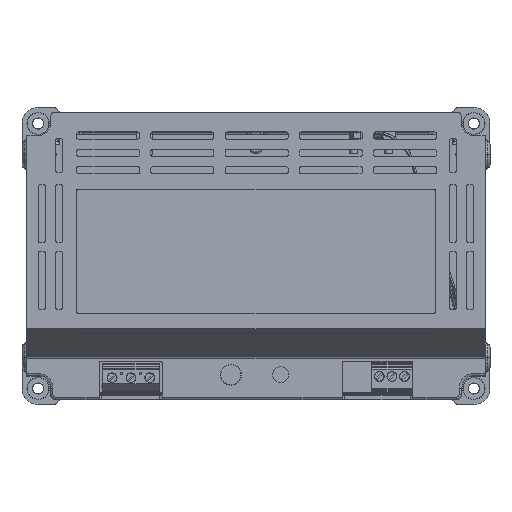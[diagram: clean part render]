
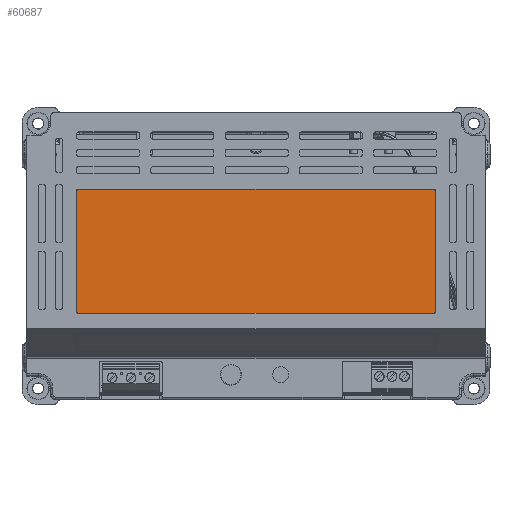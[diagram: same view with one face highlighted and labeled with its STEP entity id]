
A CAD part, top view. The second image highlights one B-rep face of the part: STEP entity #60687.
In plain terms, the highlighted face is planar.
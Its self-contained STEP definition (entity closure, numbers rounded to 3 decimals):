
#1524=PLANE('',#67156);
#6702=FACE_OUTER_BOUND('',#10451,.T.);
#10451=EDGE_LOOP('',(#53941,#53942,#53943,#53944,#53945,#53946,#53947,#53948));
#13642=CIRCLE('',#67142,1.);
#13644=CIRCLE('',#67146,1.);
#13646=CIRCLE('',#67150,1.);
#13648=CIRCLE('',#67154,1.);
#17937=LINE('',#159353,#22752);
#17941=LINE('',#159365,#22756);
#17945=LINE('',#159377,#22760);
#17948=LINE('',#159386,#22763);
#22752=VECTOR('',#83223,1000.);
#22756=VECTOR('',#83235,1000.);
#22760=VECTOR('',#83247,1000.);
#22763=VECTOR('',#83258,1000.);
#28533=VERTEX_POINT('',#159343);
#28534=VERTEX_POINT('',#159345);
#28536=VERTEX_POINT('',#159351);
#28538=VERTEX_POINT('',#159357);
#28540=VERTEX_POINT('',#159363);
#28542=VERTEX_POINT('',#159369);
#28544=VERTEX_POINT('',#159375);
#28546=VERTEX_POINT('',#159381);
#37119=EDGE_CURVE('',#28534,#28533,#13642,.T.);
#37123=EDGE_CURVE('',#28533,#28536,#17937,.T.);
#37126=EDGE_CURVE('',#28536,#28538,#13644,.T.);
#37129=EDGE_CURVE('',#28538,#28540,#17941,.T.);
#37132=EDGE_CURVE('',#28540,#28542,#13646,.T.);
#37135=EDGE_CURVE('',#28542,#28544,#17945,.T.);
#37138=EDGE_CURVE('',#28544,#28546,#13648,.T.);
#37140=EDGE_CURVE('',#28546,#28534,#17948,.T.);
#53941=ORIENTED_EDGE('',*,*,#37119,.T.);
#53942=ORIENTED_EDGE('',*,*,#37123,.T.);
#53943=ORIENTED_EDGE('',*,*,#37126,.T.);
#53944=ORIENTED_EDGE('',*,*,#37129,.T.);
#53945=ORIENTED_EDGE('',*,*,#37132,.T.);
#53946=ORIENTED_EDGE('',*,*,#37135,.T.);
#53947=ORIENTED_EDGE('',*,*,#37138,.T.);
#53948=ORIENTED_EDGE('',*,*,#37140,.T.);
#60687=ADVANCED_FACE('',(#6702),#1524,.F.);
#67142=AXIS2_PLACEMENT_3D('',#159346,#83216,#83217);
#67146=AXIS2_PLACEMENT_3D('',#159359,#83229,#83230);
#67150=AXIS2_PLACEMENT_3D('',#159371,#83241,#83242);
#67154=AXIS2_PLACEMENT_3D('',#159383,#83253,#83254);
#67156=AXIS2_PLACEMENT_3D('',#159387,#83259,#83260);
#83216=DIRECTION('center_axis',(0.,1.,0.));
#83217=DIRECTION('ref_axis',(0.,0.,-1.));
#83223=DIRECTION('',(0.,0.,1.));
#83229=DIRECTION('center_axis',(0.,1.,0.));
#83230=DIRECTION('ref_axis',(0.,0.,-1.));
#83235=DIRECTION('',(1.,0.,0.));
#83241=DIRECTION('center_axis',(0.,1.,0.));
#83242=DIRECTION('ref_axis',(0.,0.,1.));
#83247=DIRECTION('',(0.,0.,-1.));
#83253=DIRECTION('center_axis',(0.,1.,0.));
#83254=DIRECTION('ref_axis',(0.,0.,-1.));
#83258=DIRECTION('',(-1.,0.,0.));
#83259=DIRECTION('center_axis',(0.,-1.,0.));
#83260=DIRECTION('ref_axis',(0.,0.,-1.));
#159343=CARTESIAN_POINT('',(0.,0.5,-49.));
#159345=CARTESIAN_POINT('',(1.,0.5,-50.));
#159346=CARTESIAN_POINT('Origin',(1.,0.5,-49.));
#159351=CARTESIAN_POINT('',(0.,0.5,-1.));
#159353=CARTESIAN_POINT('',(0.,0.5,-1.));
#159357=CARTESIAN_POINT('',(1.,0.5,0.));
#159359=CARTESIAN_POINT('Origin',(1.,0.5,-1.));
#159363=CARTESIAN_POINT('',(144.,0.5,0.));
#159365=CARTESIAN_POINT('',(1.,0.5,0.));
#159369=CARTESIAN_POINT('',(145.,0.5,-1.));
#159371=CARTESIAN_POINT('Origin',(144.,0.5,-1.));
#159375=CARTESIAN_POINT('',(145.,0.5,-49.));
#159377=CARTESIAN_POINT('',(145.,0.5,-1.));
#159381=CARTESIAN_POINT('',(144.,0.5,-50.));
#159383=CARTESIAN_POINT('Origin',(144.,0.5,-49.));
#159386=CARTESIAN_POINT('',(1.,0.5,-50.));
#159387=CARTESIAN_POINT('Origin',(1.,0.5,-49.));
